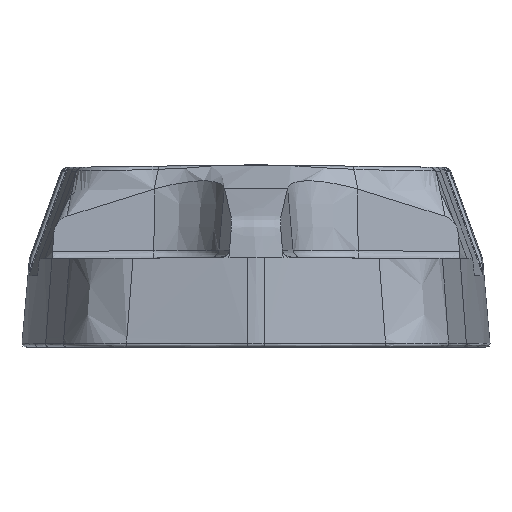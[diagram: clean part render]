
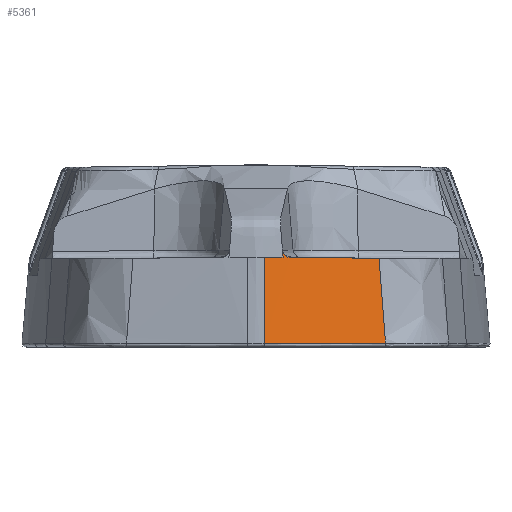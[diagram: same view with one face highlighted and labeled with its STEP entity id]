
A CAD part, front view. The second image highlights one B-rep face of the part: STEP entity #5361.
In plain terms, the highlighted free-form (B-spline) face has degree [1, 3] with [2, 10] control points.
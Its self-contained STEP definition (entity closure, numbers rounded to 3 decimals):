
#161 = CARTESIAN_POINT ( 'NONE',  ( 1.595, -61.397, 0.074 ) ) ;
#380 = CARTESIAN_POINT ( 'NONE',  ( 1.597, -60.91, 5.608 ) ) ;
#411 = CARTESIAN_POINT ( 'NONE',  ( 16.691, -58.561, 7.587 ) ) ;
#502 = CARTESIAN_POINT ( 'NONE',  ( 24.837, -58.43, -8.623 ) ) ;
#562 = CARTESIAN_POINT ( 'NONE',  ( -81.581, -53.729, 26.647 ) ) ;
#625 = ORIENTED_EDGE ( 'NONE', *, *, #9604, .T. ) ;
#693 = CARTESIAN_POINT ( 'NONE',  ( 24.199, -55.411, 26.647 ) ) ;
#900 = VERTEX_POINT ( 'NONE', #19623 ) ;
#1045 = CARTESIAN_POINT ( 'NONE',  ( 4.09, -60.092, 11.575 ) ) ;
#1423 = CARTESIAN_POINT ( 'NONE',  ( 2.409, -60.334, 11.115 ) ) ;
#1534 = EDGE_LOOP ( 'NONE', ( #1955, #12694, #8573, #625, #6394, #3132, #8644, #11124 ) ) ;
#1625 = B_SPLINE_CURVE_WITH_KNOTS ( 'NONE', 3,
 ( #3080, #14140, #1423, #12451 ),
 .UNSPECIFIED., .F., .F.,
 ( 4, 4 ),
 ( 0., 0.407 ),
 .UNSPECIFIED. ) ;
#1955 = ORIENTED_EDGE ( 'NONE', *, *, #15597, .F. ) ;
#2218 = CARTESIAN_POINT ( 'NONE',  ( 24.29, -58.542, -8.623 ) ) ;
#2336 = CARTESIAN_POINT ( 'NONE',  ( 17.266, -59.133, 0. ) ) ;
#2452 = VERTEX_POINT ( 'NONE', #7609 ) ;
#3080 = CARTESIAN_POINT ( 'NONE',  ( 4.027, -60.141, 11.107 ) ) ;
#3092 = CARTESIAN_POINT ( 'NONE',  ( 1.595, -61.403, 0. ) ) ;
#3132 = ORIENTED_EDGE ( 'NONE', *, *, #4640, .T. ) ;
#3167 = B_SPLINE_CURVE_WITH_KNOTS ( 'NONE', 3,
 ( #3092, #6646, #13214, #2336 ),
 .UNSPECIFIED., .F., .F.,
 ( 4, 4 ),
 ( 0., 0.016 ),
 .UNSPECIFIED. ) ;
#3498 = CARTESIAN_POINT ( 'NONE',  ( 12.645, -58.966, 11.04 ) ) ;
#3747 = VERTEX_POINT ( 'NONE', #11197 ) ;
#3932 = CARTESIAN_POINT ( 'NONE',  ( -64.303, -61.051, -8.623 ) ) ;
#4024 = CARTESIAN_POINT ( 'NONE',  ( 4.229, -60.09, 11.402 ) ) ;
#4265 = CARTESIAN_POINT ( 'NONE',  ( 17.228, -59.095, 0.509 ) ) ;
#4475 = B_SPLINE_CURVE_WITH_KNOTS ( 'NONE', 3,
 ( #14968, #4265, #18315, #7461 ),
 .UNSPECIFIED., .F., .F.,
 ( 4, 4 ),
 ( 0.11, 0.111 ),
 .UNSPECIFIED. ) ;
#4487 = CARTESIAN_POINT ( 'NONE',  ( 4.014, -60.084, 11.775 ) ) ;
#4640 = EDGE_CURVE ( 'NONE', #5478, #19989, #1625, .T. ) ;
#4748 = B_SPLINE_CURVE_WITH_KNOTS ( 'NONE', 3,
 ( #18475, #19903, #5983, #4487 ),
 .UNSPECIFIED., .F., .F.,
 ( 4, 4 ),
 ( 0., 0.001 ),
 .UNSPECIFIED. ) ;
#4839 = CARTESIAN_POINT ( 'NONE',  ( 1.598, -60.586, 9.282 ) ) ;
#4910 = CARTESIAN_POINT ( 'NONE',  ( 17.266, -59.133, 0. ) ) ;
#4939 = CARTESIAN_POINT ( 'NONE',  ( 4.999, -60.021, 11.099 ) ) ;
#5090 = CARTESIAN_POINT ( 'NONE',  ( 4.027, -60.141, 11.107 ) ) ;
#5361 = ADVANCED_FACE ( 'NONE', ( #9865 ), #19844, .T. ) ;
#5478 = VERTEX_POINT ( 'NONE', #5090 ) ;
#5983 = CARTESIAN_POINT ( 'NONE',  ( 4.015, -60.103, 11.552 ) ) ;
#6391 = B_SPLINE_CURVE_WITH_KNOTS ( 'NONE', 3,
 ( #14344, #3498, #17206, #4939 ),
 .UNSPECIFIED., .F., .F.,
 ( 4, 4 ),
 ( 0., 0.922 ),
 .UNSPECIFIED. ) ;
#6394 = ORIENTED_EDGE ( 'NONE', *, *, #17799, .F. ) ;
#6646 = CARTESIAN_POINT ( 'NONE',  ( 6.855, -60.817, 0. ) ) ;
#6798 = CARTESIAN_POINT ( 'NONE',  ( 23.742, -58.654, -8.623 ) ) ;
#7071 = CARTESIAN_POINT ( 'NONE',  ( 23.117, -55.632, 26.647 ) ) ;
#7461 = CARTESIAN_POINT ( 'NONE',  ( 17.266, -59.133, 0. ) ) ;
#7609 = CARTESIAN_POINT ( 'NONE',  ( 4.999, -60.021, 11.099 ) ) ;
#8369 = CARTESIAN_POINT ( 'NONE',  ( 5.742, -59.183, 26.647 ) ) ;
#8509 = CARTESIAN_POINT ( 'NONE',  ( -82.315, -56.726, -8.623 ) ) ;
#8573 = ORIENTED_EDGE ( 'NONE', *, *, #11215, .T. ) ;
#8644 = ORIENTED_EDGE ( 'NONE', *, *, #11731, .T. ) ;
#8668 = CARTESIAN_POINT ( 'NONE',  ( 4.014, -60.084, 11.775 ) ) ;
#8933 = CARTESIAN_POINT ( 'NONE',  ( 4.893, -60.034, 11.099 ) ) ;
#9001 = B_SPLINE_CURVE_WITH_KNOTS ( 'NONE', 3,
 ( #10294, #8933, #14929, #19637, #10228, #4024, #1045, #8668 ),
 .UNSPECIFIED., .F., .F.,
 ( 4, 2, 2, 4 ),
 ( 0., 0., 0.001, 0.001 ),
 .UNSPECIFIED. ) ;
#9282 = VERTEX_POINT ( 'NONE', #4910 ) ;
#9604 = EDGE_CURVE ( 'NONE', #2452, #16695, #9001, .T. ) ;
#9865 = FACE_OUTER_BOUND ( 'NONE', #1534, .T. ) ;
#9946 = CARTESIAN_POINT ( 'NONE',  ( -81.044, -53.858, 26.647 ) ) ;
#10007 = B_SPLINE_CURVE_WITH_KNOTS ( 'NONE', 3,
 ( #14423, #411, #10316, #19722 ),
 .UNSPECIFIED., .F., .F.,
 ( 4, 4 ),
 ( 0., 0.94 ),
 .UNSPECIFIED. ) ;
#10228 = CARTESIAN_POINT ( 'NONE',  ( 4.491, -60.074, 11.224 ) ) ;
#10294 = CARTESIAN_POINT ( 'NONE',  ( 4.999, -60.021, 11.099 ) ) ;
#10316 = CARTESIAN_POINT ( 'NONE',  ( 16.95, -58.819, 4.175 ) ) ;
#11115 = CARTESIAN_POINT ( 'NONE',  ( 1.595, -61.4, 0.037 ) ) ;
#11124 = ORIENTED_EDGE ( 'NONE', *, *, #16512, .T. ) ;
#11197 = CARTESIAN_POINT ( 'NONE',  ( 16.432, -58.305, 10.999 ) ) ;
#11215 = EDGE_CURVE ( 'NONE', #3747, #2452, #6391, .T. ) ;
#11261 = CARTESIAN_POINT ( 'NONE',  ( 1.599, -60.422, 11.12 ) ) ;
#11517 = CARTESIAN_POINT ( 'NONE',  ( -82.118, -53.6, 26.647 ) ) ;
#11580 = CARTESIAN_POINT ( 'NONE',  ( -46.728, -63.306, -8.623 ) ) ;
#11731 = EDGE_CURVE ( 'NONE', #19989, #11937, #19092, .T. ) ;
#11937 = VERTEX_POINT ( 'NONE', #18271 ) ;
#12451 = CARTESIAN_POINT ( 'NONE',  ( 1.599, -60.422, 11.12 ) ) ;
#12694 = ORIENTED_EDGE ( 'NONE', *, *, #18705, .F. ) ;
#13165 = CARTESIAN_POINT ( 'NONE',  ( -82.859, -56.595, -8.623 ) ) ;
#13214 = CARTESIAN_POINT ( 'NONE',  ( 12.084, -60.059, 0. ) ) ;
#13231 = CARTESIAN_POINT ( 'NONE',  ( -63.8, -57.998, 26.647 ) ) ;
#14140 = CARTESIAN_POINT ( 'NONE',  ( 3.219, -60.239, 11.111 ) ) ;
#14317 = CARTESIAN_POINT ( 'NONE',  ( 1.595, -61.232, 1.943 ) ) ;
#14344 = CARTESIAN_POINT ( 'NONE',  ( 16.432, -58.305, 10.999 ) ) ;
#14423 = CARTESIAN_POINT ( 'NONE',  ( 16.432, -58.305, 10.999 ) ) ;
#14456 = CARTESIAN_POINT ( 'NONE',  ( 1.595, -61.403, 0. ) ) ;
#14577 = CARTESIAN_POINT ( 'NONE',  ( -11.501, -63.906, -8.623 ) ) ;
#14756 = CARTESIAN_POINT ( 'NONE',  ( 4.014, -60.084, 11.775 ) ) ;
#14842 = CARTESIAN_POINT ( 'NONE',  ( 23.658, -55.522, 26.647 ) ) ;
#14929 = CARTESIAN_POINT ( 'NONE',  ( 4.789, -60.046, 11.115 ) ) ;
#14968 = CARTESIAN_POINT ( 'NONE',  ( 17.209, -59.076, 0.763 ) ) ;
#15534 = CARTESIAN_POINT ( 'NONE',  ( 1.599, -60.422, 11.12 ) ) ;
#15597 = EDGE_CURVE ( 'NONE', #900, #9282, #4475, .T. ) ;
#15743 = CARTESIAN_POINT ( 'NONE',  ( 1.598, -60.748, 7.445 ) ) ;
#16512 = EDGE_CURVE ( 'NONE', #11937, #9282, #3167, .T. ) ;
#16695 = VERTEX_POINT ( 'NONE', #14756 ) ;
#17206 = CARTESIAN_POINT ( 'NONE',  ( 8.832, -59.539, 11.074 ) ) ;
#17532 = CARTESIAN_POINT ( 'NONE',  ( 1.596, -61.071, 3.775 ) ) ;
#17725 = CARTESIAN_POINT ( 'NONE',  ( -81.772, -56.856, -8.623 ) ) ;
#17799 = EDGE_CURVE ( 'NONE', #5478, #16695, #4748, .T. ) ;
#17854 = CARTESIAN_POINT ( 'NONE',  ( 6.141, -62.251, -8.623 ) ) ;
#18271 = CARTESIAN_POINT ( 'NONE',  ( 1.595, -61.403, 0. ) ) ;
#18315 = CARTESIAN_POINT ( 'NONE',  ( 17.247, -59.114, 0.255 ) ) ;
#18475 = CARTESIAN_POINT ( 'NONE',  ( 4.027, -60.141, 11.107 ) ) ;
#18705 = EDGE_CURVE ( 'NONE', #3747, #900, #10007, .T. ) ;
#19092 = B_SPLINE_CURVE_WITH_KNOTS ( 'NONE', 3,
 ( #11261, #4839, #15743, #380, #17532, #14317, #19096, #161, #11115, #14456 ),
 .UNSPECIFIED., .F., .F.,
 ( 4, 3, 3, 4 ),
 ( 0., 0.006, 0.011, 0.011 ),
 .UNSPECIFIED. ) ;
#19096 = CARTESIAN_POINT ( 'NONE',  ( 1.595, -61.394, 0.11 ) ) ;
#19286 = CARTESIAN_POINT ( 'NONE',  ( -46.449, -60.225, 26.647 ) ) ;
#19423 = CARTESIAN_POINT ( 'NONE',  ( -11.675, -60.817, 26.647 ) ) ;
#19623 = CARTESIAN_POINT ( 'NONE',  ( 17.209, -59.076, 0.763 ) ) ;
#19637 = CARTESIAN_POINT ( 'NONE',  ( 4.587, -60.066, 11.178 ) ) ;
#19722 = CARTESIAN_POINT ( 'NONE',  ( 17.209, -59.076, 0.763 ) ) ;
#19844 = B_SPLINE_SURFACE_WITH_KNOTS ( 'NONE', 1, 3, ( 
 ( #502, #2218, #6798, #17854, #14577, #11580, #3932, #17725, #8509, #13165 ),
 ( #693, #14842, #7071, #8369, #19423, #19286, #13231, #9946, #562, #11517 ) ),
 .UNSPECIFIED., .F., .F., .F.,
 ( 2, 2 ),
 ( 4, 2, 2, 2, 4 ),
 ( -0.095, 1.485 ),
 ( -0.016, 0., 0.5, 1., 1.016 ),
 .UNSPECIFIED. ) ;
#19903 = CARTESIAN_POINT ( 'NONE',  ( 4.009, -60.124, 11.329 ) ) ;
#19989 = VERTEX_POINT ( 'NONE', #15534 ) ;
